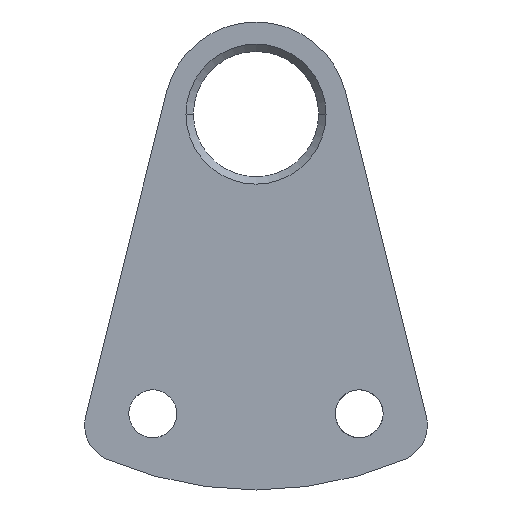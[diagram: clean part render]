
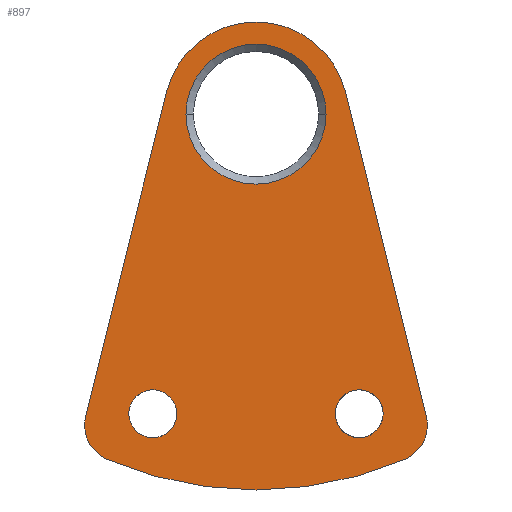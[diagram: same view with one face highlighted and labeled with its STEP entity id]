
A CAD part, front view. The second image highlights one B-rep face of the part: STEP entity #897.
In plain terms, the highlighted planar face has unit normal (0, -1, 0).
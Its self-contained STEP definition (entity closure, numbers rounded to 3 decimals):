
#565=VECTOR('Line Direction',#564,1.) ;
#688=VECTOR('Line Direction',#687,1.) ;
#188=DIRECTION('Axis2P3D Direction',(0.,1.,0.)) ;
#219=DIRECTION('Axis2P3D Direction',(0.,1.,0.)) ;
#243=DIRECTION('Axis2P3D Direction',(0.,1.,0.)) ;
#385=DIRECTION('Axis2P3D Direction',(0.,1.,0.)) ;
#405=DIRECTION('Axis2P3D Direction',(0.,1.,0.)) ;
#430=DIRECTION('Axis2P3D Direction',(0.,1.,0.)) ;
#450=DIRECTION('Axis2P3D Direction',(0.,1.,0.)) ;
#564=DIRECTION('Vector Direction',(0.242,0.,-0.97)) ;
#687=DIRECTION('Vector Direction',(-0.242,0.,-0.97)) ;
#804=DIRECTION('Axis2P3D Direction',(0.,1.,-0.)) ;
#859=DIRECTION('Axis2P3D Direction',(0.,1.,0.)) ;
#860=DIRECTION('Axis2P3D XDirection',(-1.,0.,0.)) ;
#872=DIRECTION('Axis2P3D Direction',(0.,1.,0.)) ;
#881=DIRECTION('Axis2P3D Direction',(0.,1.,0.)) ;
#184=CARTESIAN_POINT('Vertex',(-20.241,0.,-46.811)) ;
#187=CARTESIAN_POINT('Axis2P3D Location',(-18.257,0.,-42.222)) ;
#191=CARTESIAN_POINT('Vertex',(-23.108,0.,-41.012)) ;
#215=CARTESIAN_POINT('Vertex',(20.241,0.,-46.811)) ;
#218=CARTESIAN_POINT('Axis2P3D Location',(0.,0.,0.)) ;
#239=CARTESIAN_POINT('Vertex',(23.108,0.,-41.012)) ;
#242=CARTESIAN_POINT('Axis2P3D Location',(18.257,0.,-42.222)) ;
#381=CARTESIAN_POINT('Vertex',(10.753,0.,-40.495)) ;
#384=CARTESIAN_POINT('Axis2P3D Location',(13.999,0.,-40.657)) ;
#388=CARTESIAN_POINT('Vertex',(17.245,0.,-40.819)) ;
#404=CARTESIAN_POINT('Axis2P3D Location',(13.999,0.,-40.657)) ;
#426=CARTESIAN_POINT('Vertex',(-17.239,0.,-40.923)) ;
#429=CARTESIAN_POINT('Axis2P3D Location',(-13.999,0.,-40.657)) ;
#433=CARTESIAN_POINT('Vertex',(-10.76,0.,-40.392)) ;
#449=CARTESIAN_POINT('Axis2P3D Location',(-13.999,0.,-40.657)) ;
#560=CARTESIAN_POINT('Vertex',(12.129,0.,3.024)) ;
#563=CARTESIAN_POINT('Line Origine',(17.618,0.,-18.994)) ;
#686=CARTESIAN_POINT('Line Origine',(-17.618,0.,-18.994)) ;
#690=CARTESIAN_POINT('Vertex',(-12.129,0.,3.024)) ;
#803=CARTESIAN_POINT('Axis2P3D Location',(0.,0.,0.)) ;
#858=CARTESIAN_POINT('Axis2P3D Location',(0.,0.,0.)) ;
#871=CARTESIAN_POINT('Axis2P3D Location',(0.,0.,0.)) ;
#875=CARTESIAN_POINT('Vertex',(-9.5,0.,0.)) ;
#877=CARTESIAN_POINT('Vertex',(9.5,0.,0.)) ;
#880=CARTESIAN_POINT('Axis2P3D Location',(0.,0.,0.)) ;
#189=AXIS2_PLACEMENT_3D('Circle Axis2P3D',#187,#188,$) ;
#220=AXIS2_PLACEMENT_3D('Circle Axis2P3D',#218,#219,$) ;
#244=AXIS2_PLACEMENT_3D('Circle Axis2P3D',#242,#243,$) ;
#386=AXIS2_PLACEMENT_3D('Circle Axis2P3D',#384,#385,$) ;
#406=AXIS2_PLACEMENT_3D('Circle Axis2P3D',#404,#405,$) ;
#431=AXIS2_PLACEMENT_3D('Circle Axis2P3D',#429,#430,$) ;
#451=AXIS2_PLACEMENT_3D('Circle Axis2P3D',#449,#450,$) ;
#805=AXIS2_PLACEMENT_3D('Circle Axis2P3D',#803,#804,$) ;
#861=AXIS2_PLACEMENT_3D('Plane Axis2P3D',#858,#859,#860) ;
#873=AXIS2_PLACEMENT_3D('Circle Axis2P3D',#871,#872,$) ;
#882=AXIS2_PLACEMENT_3D('Circle Axis2P3D',#880,#881,$) ;
#888=FACE_BOUND('',#885,.T.) ;
#892=FACE_BOUND('',#889,.T.) ;
#896=FACE_BOUND('',#893,.T.) ;
#193=EDGE_CURVE('',#185,#192,#190,.T.) ;
#222=EDGE_CURVE('',#216,#185,#221,.T.) ;
#246=EDGE_CURVE('',#240,#216,#245,.T.) ;
#390=EDGE_CURVE('',#389,#382,#387,.T.) ;
#408=EDGE_CURVE('',#382,#389,#407,.T.) ;
#435=EDGE_CURVE('',#434,#427,#432,.T.) ;
#453=EDGE_CURVE('',#427,#434,#452,.T.) ;
#567=EDGE_CURVE('',#561,#240,#566,.T.) ;
#692=EDGE_CURVE('',#192,#691,#689,.F.) ;
#807=EDGE_CURVE('',#691,#561,#806,.T.) ;
#879=EDGE_CURVE('',#876,#878,#874,.T.) ;
#884=EDGE_CURVE('',#878,#876,#883,.T.) ;
#862=PLANE('',#861) ;
#864=ORIENTED_EDGE('',*,*,#807,.F.) ;
#865=ORIENTED_EDGE('',*,*,#692,.F.) ;
#866=ORIENTED_EDGE('',*,*,#193,.F.) ;
#867=ORIENTED_EDGE('',*,*,#222,.F.) ;
#868=ORIENTED_EDGE('',*,*,#246,.F.) ;
#869=ORIENTED_EDGE('',*,*,#567,.F.) ;
#886=ORIENTED_EDGE('',*,*,#879,.T.) ;
#887=ORIENTED_EDGE('',*,*,#884,.T.) ;
#890=ORIENTED_EDGE('',*,*,#453,.T.) ;
#891=ORIENTED_EDGE('',*,*,#435,.T.) ;
#894=ORIENTED_EDGE('',*,*,#408,.T.) ;
#895=ORIENTED_EDGE('',*,*,#390,.T.) ;
#566=LINE('Line',#563,#565) ;
#689=LINE('Line',#686,#688) ;
#897=ADVANCED_FACE('Corps principal',(#870,#888,#892,#896),#862,.F.) ;
#190=CIRCLE('generated circle',#189,5.) ;
#221=CIRCLE('generated circle',#220,51.) ;
#245=CIRCLE('generated circle',#244,5.) ;
#387=CIRCLE('generated circle',#386,3.25) ;
#407=CIRCLE('generated circle',#406,3.25) ;
#432=CIRCLE('generated circle',#431,3.25) ;
#452=CIRCLE('generated circle',#451,3.25) ;
#806=CIRCLE('generated circle',#805,12.5) ;
#874=CIRCLE('generated circle',#873,9.5) ;
#883=CIRCLE('generated circle',#882,9.5) ;
#185=VERTEX_POINT('',#184) ;
#192=VERTEX_POINT('',#191) ;
#216=VERTEX_POINT('',#215) ;
#240=VERTEX_POINT('',#239) ;
#382=VERTEX_POINT('',#381) ;
#389=VERTEX_POINT('',#388) ;
#427=VERTEX_POINT('',#426) ;
#434=VERTEX_POINT('',#433) ;
#561=VERTEX_POINT('',#560) ;
#691=VERTEX_POINT('',#690) ;
#876=VERTEX_POINT('',#875) ;
#878=VERTEX_POINT('',#877) ;
#863=EDGE_LOOP('',(#864,#865,#866,#867,#868,#869)) ;
#885=EDGE_LOOP('',(#886,#887)) ;
#889=EDGE_LOOP('',(#890,#891)) ;
#893=EDGE_LOOP('',(#894,#895)) ;
#870=FACE_OUTER_BOUND('',#863,.T.) ;
